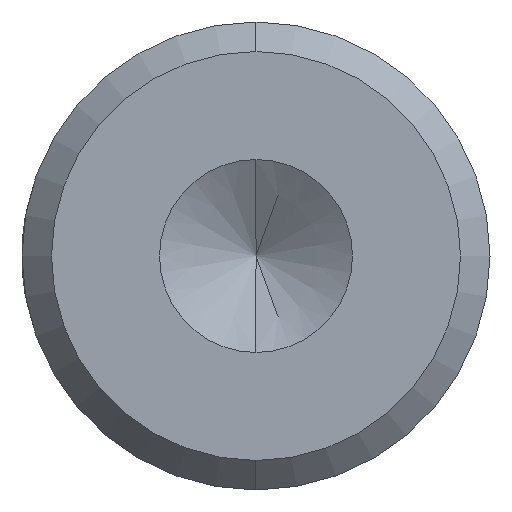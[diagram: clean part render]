
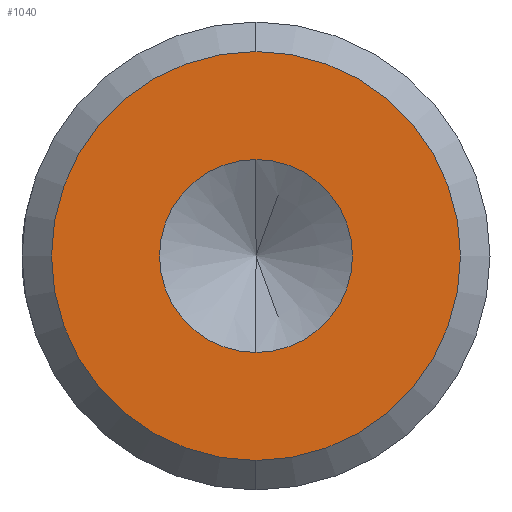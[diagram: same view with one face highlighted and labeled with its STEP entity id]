
A CAD part, left-side view. The second image highlights one B-rep face of the part: STEP entity #1040.
In plain terms, the highlighted planar face has unit normal (-1, 0, 0).
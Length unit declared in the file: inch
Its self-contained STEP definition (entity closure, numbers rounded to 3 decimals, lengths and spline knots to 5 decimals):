
#133 = CIRCLE ( 'NONE', #680, 0.2578 ) ;
#146 = CIRCLE ( 'NONE', #686, 0.54626 ) ;
#158 = VERTEX_POINT ( 'NONE', #703 ) ;
#222 = DIRECTION ( 'NONE',  ( 0., 0., 1. ) ) ;
#225 = DIRECTION ( 'NONE',  ( -1., 0., 0. ) ) ;
#230 = CARTESIAN_POINT ( 'NONE',  ( 0., 0., 0. ) ) ;
#301 = ORIENTED_EDGE ( 'NONE', *, *, #1483, .F. ) ;
#353 = DIRECTION ( 'NONE',  ( 0., 0., 1. ) ) ;
#355 = DIRECTION ( 'NONE',  ( -1., 0., 0. ) ) ;
#356 = CARTESIAN_POINT ( 'NONE',  ( 0., 0., 0. ) ) ;
#464 = VERTEX_POINT ( 'NONE', #874 ) ;
#534 = DIRECTION ( 'NONE',  ( 0., 0., 1. ) ) ;
#542 = PLANE ( 'NONE',  #973 ) ;
#547 = CARTESIAN_POINT ( 'NONE',  ( 0., 0., 0. ) ) ;
#582 = DIRECTION ( 'NONE',  ( -1., 0., 0. ) ) ;
#631 = VERTEX_POINT ( 'NONE', #1177 ) ;
#680 = AXIS2_PLACEMENT_3D ( 'NONE', #708, #706, #702 ) ;
#686 = AXIS2_PLACEMENT_3D ( 'NONE', #723, #720, #716 ) ;
#702 = DIRECTION ( 'NONE',  ( 0., 0., 1. ) ) ;
#703 = CARTESIAN_POINT ( 'NONE',  ( 0., 0., -0.54626 ) ) ;
#706 = DIRECTION ( 'NONE',  ( -1., 0., 0. ) ) ;
#708 = CARTESIAN_POINT ( 'NONE',  ( 0., 0., 0. ) ) ;
#716 = DIRECTION ( 'NONE',  ( 0., 0., 1. ) ) ;
#720 = DIRECTION ( 'NONE',  ( -1., 0., 0. ) ) ;
#723 = CARTESIAN_POINT ( 'NONE',  ( 0., 0., 0. ) ) ;
#761 = ORIENTED_EDGE ( 'NONE', *, *, #1482, .T. ) ;
#768 = ORIENTED_EDGE ( 'NONE', *, *, #1164, .T. ) ;
#837 = VERTEX_POINT ( 'NONE', #1281 ) ;
#874 = CARTESIAN_POINT ( 'NONE',  ( 0., 0., -0.2578 ) ) ;
#934 = AXIS2_PLACEMENT_3D ( 'NONE', #230, #225, #222 ) ;
#943 = AXIS2_PLACEMENT_3D ( 'NONE', #356, #355, #353 ) ;
#973 = AXIS2_PLACEMENT_3D ( 'NONE', #547, #582, #534 ) ;
#1011 = ORIENTED_EDGE ( 'NONE', *, *, #1192, .F. ) ;
#1040 = ADVANCED_FACE ( 'NONE', ( #1578, #1495 ), #542, .T. ) ;
#1164 = EDGE_CURVE ( 'NONE', #837, #158, #1382, .T. ) ;
#1177 = CARTESIAN_POINT ( 'NONE',  ( 0., 0., 0.2578 ) ) ;
#1190 = CIRCLE ( 'NONE', #934, 0.2578 ) ;
#1192 = EDGE_CURVE ( 'NONE', #464, #631, #1190, .T. ) ;
#1281 = CARTESIAN_POINT ( 'NONE',  ( 0., 0., 0.54626 ) ) ;
#1308 = EDGE_LOOP ( 'NONE', ( #301, #1011 ) ) ;
#1382 = CIRCLE ( 'NONE', #943, 0.54626 ) ;
#1398 = EDGE_LOOP ( 'NONE', ( #761, #768 ) ) ;
#1482 = EDGE_CURVE ( 'NONE', #158, #837, #146, .T. ) ;
#1483 = EDGE_CURVE ( 'NONE', #631, #464, #133, .T. ) ;
#1495 = FACE_BOUND ( 'NONE', #1308, .T. ) ;
#1578 = FACE_OUTER_BOUND ( 'NONE', #1398, .T. ) ;
